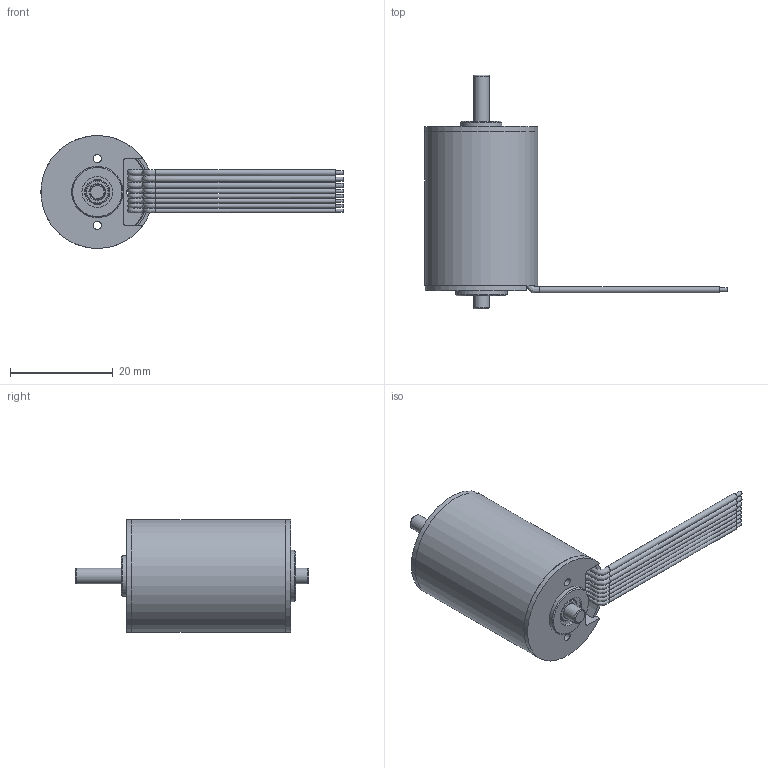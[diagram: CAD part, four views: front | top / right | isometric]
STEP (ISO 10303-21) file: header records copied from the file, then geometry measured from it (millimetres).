
FILE_DESCRIPTION (( 'STEP AP203' ), '1' );
FILE_NAME ('EC4P2232S.STEP', '2025-11-26T08:48:04', ( 'Windows 蚚誧' ), ( 'Organization' ), 'SwSTEP 2.0', 'SolidWorks 2020', '' );
FILE_SCHEMA (( 'CONFIG_CONTROL_DESIGN' ));
Length unit declared in the file: millimetre
Products named in the file (8): 01.14.1109 端子线-剪掉端子头; 01.06.0003 粣創; 01.10.0545 粣; 01.07.0923 儂褲; EC4P2232S; 01.02.0920 綴傷裔; 01.05.0004 O型圈; 01.01.0838 ヶ傷裔
Assembly tree (8 placements, depth 2):
  EC4P2232S
    01.07.0923 儂褲
    01.01.0838 ヶ傷裔
    01.02.0920 綴傷裔
    01.06.0003 粣創  x2
    01.05.0004 O型圈
    01.10.0545 粣
    01.14.1109 端子线-剪掉端子头
Bounding box: 58.88 x 45.5 x 22 mm (x, y, z)
Volume: 4211.2 mm3; surface area: 9170.5 mm2
Topology: 21 solids, 21 shells, 344 faces, 815 edges, 542 vertices
Faces by surface type: plane 110, cylinder 80, sphere 64, torus 43, cone 39, bspline 8
Full cylindrical faces by diameter (mm): 0.6 x10, 0.8 x6, 0.9 x5, 1.2 x3, 1.6 x6, 3 x3, 4.459 x4, 4.5 x4, 5.038 x2, 5.962 x2, 6 x2, 6.5 x4, 6.6 x4, 6.8 x4, 8 x6, 10 x3, 20 x2, 20.6 x1, 22 x2
Entity records: 12386 total; most frequent: CARTESIAN_POINT 6754, DIRECTION 1008, ORIENTED_EDGE 798, AXIS2_PLACEMENT_3D 490, EDGE_LOOP 413, EDGE_CURVE 399, VERTEX_POINT 320, FACE_OUTER_BOUND 308
